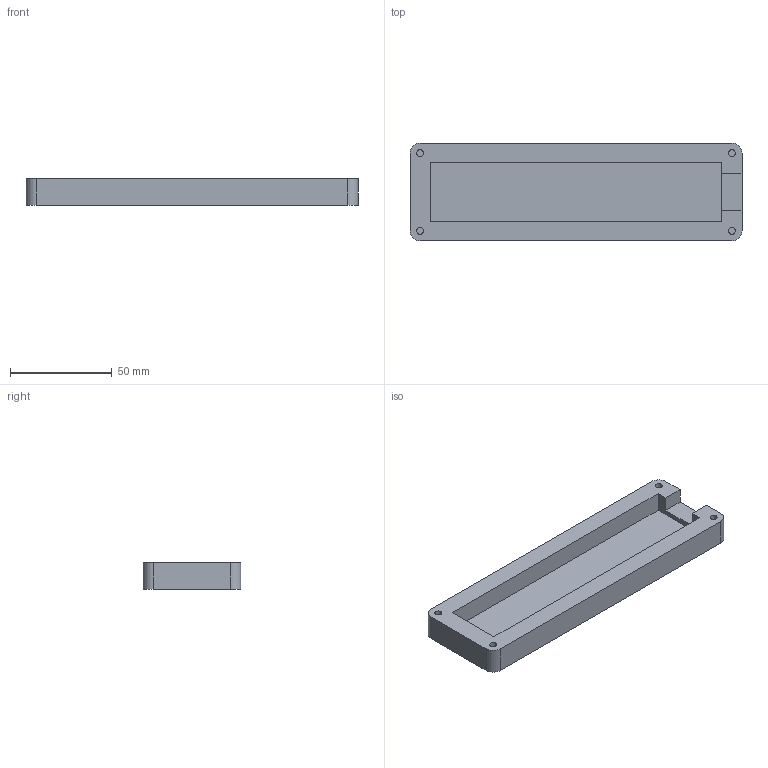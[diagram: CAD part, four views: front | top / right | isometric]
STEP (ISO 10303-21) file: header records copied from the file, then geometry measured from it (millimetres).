
FILE_DESCRIPTION(/* description */ (''),/* implementation_level */ '2;1');
FILE_NAME(/* name */ 'bottom_case.step',/* time_stamp */ '2025-12-29T20:11:20-05:00',/* author */ (''),/* organization */ (''),/* preprocessor_version */ 'ST-DEVELOPER v20.1',/* originating_system */ 'Autodesk Translation Framework v14.21.0.0',/* authorisation */ '');
FILE_SCHEMA (('AUTOMOTIVE_DESIGN { 1 0 10303 214 3 1 1 }'));
Length unit declared in the file: millimetre
Products named in the file (2): 2025-12-24-11-14-21-002; 2025-12-24-11-16-16-946
Assembly tree (1 placements, depth 2):
  2025-12-24-11-14-21-002
    2025-12-24-11-16-16-946
Bounding box: 163.05 x 48.09 x 13 mm (x, y, z)
Volume: 58291.9 mm3; surface area: 24758.6 mm2
Topology: 1 solids, 1 shells, 138 faces, 381 edges, 254 vertices
Faces by surface type: plane 67, bspline 63, cylinder 8
Full cylindrical faces by diameter (mm): 3.4 x4
Entity records: 5776 total; most frequent: CARTESIAN_POINT 2612, ORIENTED_EDGE 762, DIRECTION 427, EDGE_CURVE 381, VERTEX_POINT 254, LINE 239, VECTOR 239, EDGE_LOOP 147
